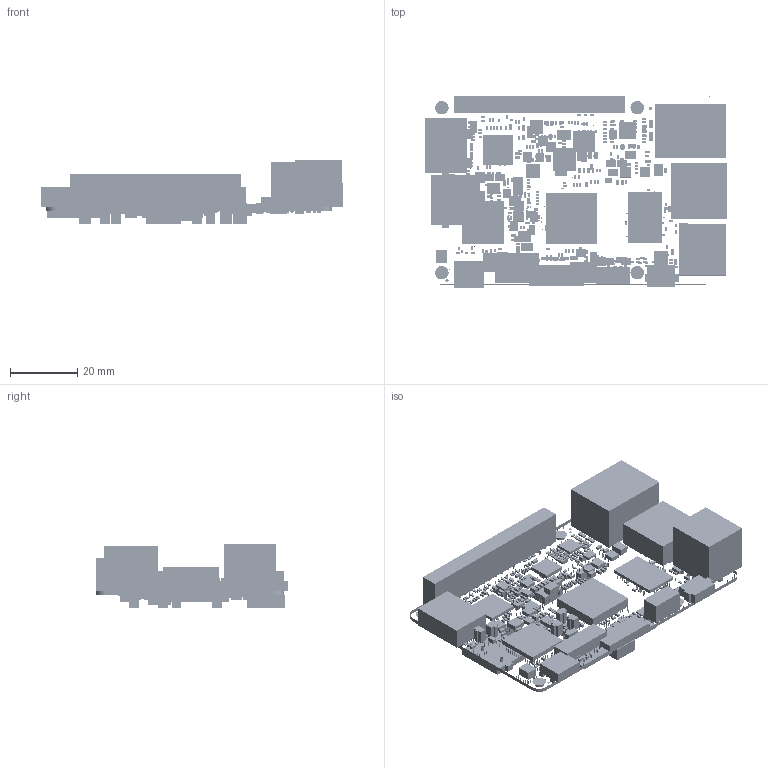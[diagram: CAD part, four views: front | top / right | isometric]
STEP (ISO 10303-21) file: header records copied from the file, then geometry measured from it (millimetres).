
FILE_DESCRIPTION(/* description */ ('PCB Design'),/* implementation_level */ '2;1');
FILE_NAME(/* name */ 'X3_PI_V1_1_3d',/* time_stamp */ '2022-05-23T19:58:58+08:00',/* author */ ('Administrator'),/* organization */ (''),/* preprocessor_version */ 'ST-DEVELOPER v16',/* originating_system */ 'allegro_17.2S060',/* authorisation */ '');
FILE_SCHEMA (('AUTOMOTIVE_DESIGN { 1 0 10303 214 3 1 1 }'));
Products named in the file (62): X3_PI_V1_1_3D; BOARD_OUTLINE; COMPONENTS; FPC05_24P; FPC05_6P; CRY-TSX3225; SOT23-5; F1206; R0603; AP3407; 3225; C0603; MH4_00C2_30; FIDUCIAL2; SOT23; R0402; UMLP-10; TSOT23-6; WQFN24; LT8618EX_QFN64_EPAD; USB-AF-9AW-PK; USB_A_X2_DIP_90_2; TVS0402; SOT-23-6; SOD-123; RCLAMP0524P; QFN40; L0603; HEADER_2_54_2X20P; HDMI; FH35_31S; DFN1006-2L; CON4_2MM; C0201; R0201; RJ45-TRJG0820DNL; WPN4020H; LGA44; IPX; LGA8_127P_800X600X80 ...
Assembly tree (653 placements, depth 3):
  X3_PI_V1_1_3D
    BOARD_OUTLINE
    COMPONENTS
      FPC05_24P
      FPC05_6P
      CRY-TSX3225
      SOT23-5  x5
      F1206  x2
      R0603  x5
      AP3407  x4
      3225  x2
      C0603  x59
      MH4_00C2_30  x4
      FIDUCIAL2  x6
      SOT23  x12
      R0402  x202
      UMLP-10
      TSOT23-6  x2
      WQFN24
      LT8618EX_QFN64_EPAD
      USB-AF-9AW-PK
      USB_A_X2_DIP_90_2
      TVS0402  x8
      SOT-23-6  x4
      SOD-123  x4
      RCLAMP0524P  x8
      QFN40
      L0603
      HEADER_2_54_2X20P
      HDMI
      FH35_31S
      DFN1006-2L  x3
      CON4_2MM
      C0201  x107
      R0201  x21
      RJ45-TRJG0820DNL
      WPN4020H  x2
      LGA44
      IPX
      LGA8_127P_800X600X80
      TSSOP20-0R65-6R5X6R4
      CONN_ZX62D_B_5PA8_30
      TF9P1_0B14_5X14_7
      L0402  x2
      FB0603
      DFN10L  x4
      TESTPAD_S1_00  x2
      L6R6X7R0-MSWA0603S
      L3X3  x2
      2520L  x4
      D0402  x4
      C0805  x7
      SOT23-6
      QFN3X4-13
      USS400060
      LOGO
      C_TAN3528  x4
      LSQ976  x3
      OSC4_320X250
      C0402  x129
Bounding box: 89.6 x 57.06 x 18.97 mm (x, y, z)
Surface area: 25911.1 mm2 (no closed solid volume)
Topology: 0 solids, 652 shells, 7410 faces, 20683 edges, 12220 vertices
Faces by surface type: plane 3988, cylinder 3422
Entity records: 146763 total; most frequent: ORIENTED_EDGE 22200, CARTESIAN_POINT 21778, EDGE_CURVE 12857, AXIS2_PLACEMENT_3D 11934, VERTEX_POINT 10914, DIRECTION 7650, FACE_OUTER_BOUND 7214, EDGE_LOOP 7214
